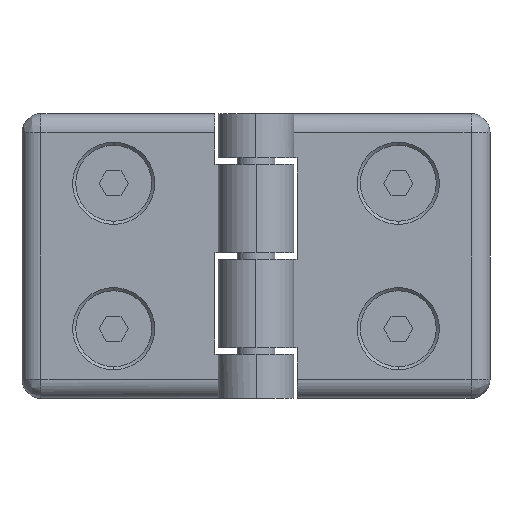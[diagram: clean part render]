
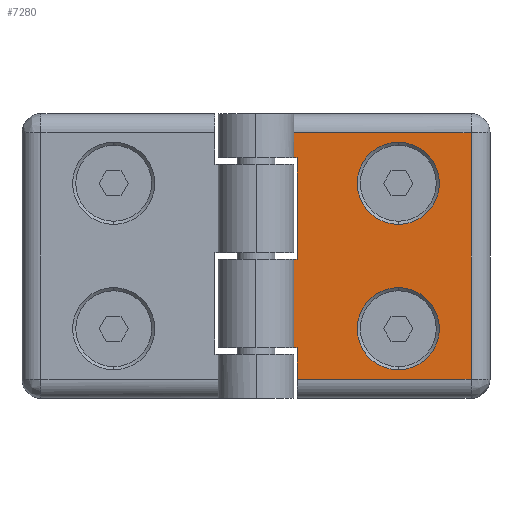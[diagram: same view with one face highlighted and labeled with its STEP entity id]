
A CAD part, front view. The second image highlights one B-rep face of the part: STEP entity #7280.
In plain terms, the highlighted planar face has unit normal (0, -1, 0).
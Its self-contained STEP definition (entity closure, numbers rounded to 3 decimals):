
#38 = VERTEX_POINT ( 'NONE', #4188 ) ;
#42 = EDGE_CURVE ( 'NONE', #5052, #3909, #5475, .T. ) ;
#77 = PLANE ( 'NONE',  #4669 ) ;
#135 = CIRCLE ( 'NONE', #5753, 6.5 ) ;
#140 = VERTEX_POINT ( 'NONE', #1718 ) ;
#166 = CIRCLE ( 'NONE', #4378, 6.5 ) ;
#244 = VECTOR ( 'NONE', #3812, 1000. ) ;
#499 = CARTESIAN_POINT ( 'NONE',  ( 22.5, -5., -11.5 ) ) ;
#506 = CARTESIAN_POINT ( 'NONE',  ( 22.5, -5., 11.5 ) ) ;
#573 = DIRECTION ( 'NONE',  ( 1., 0., 0. ) ) ;
#649 = AXIS2_PLACEMENT_3D ( 'NONE', #499, #5878, #5965 ) ;
#669 = VERTEX_POINT ( 'NONE', #1780 ) ;
#679 = VECTOR ( 'NONE', #5492, 1000. ) ;
#765 = VERTEX_POINT ( 'NONE', #5954 ) ;
#798 = CIRCLE ( 'NONE', #649, 6.5 ) ;
#900 = EDGE_CURVE ( 'NONE', #6649, #2656, #166, .T. ) ;
#1015 = VERTEX_POINT ( 'NONE', #6751 ) ;
#1039 = ORIENTED_EDGE ( 'NONE', *, *, #2220, .T. ) ;
#1197 = VECTOR ( 'NONE', #6950, 1000. ) ;
#1339 = DIRECTION ( 'NONE',  ( 0., -1., 0. ) ) ;
#1431 = VERTEX_POINT ( 'NONE', #6768 ) ;
#1495 = ORIENTED_EDGE ( 'NONE', *, *, #42, .F. ) ;
#1521 = VECTOR ( 'NONE', #7257, 1000. ) ;
#1562 = LINE ( 'NONE', #4574, #1197 ) ;
#1618 = EDGE_CURVE ( 'NONE', #669, #3111, #1813, .T. ) ;
#1688 = CARTESIAN_POINT ( 'NONE',  ( 5.916, -5., 22.5 ) ) ;
#1711 = ORIENTED_EDGE ( 'NONE', *, *, #2389, .T. ) ;
#1718 = CARTESIAN_POINT ( 'NONE',  ( 5.916, -5., 15.5 ) ) ;
#1747 = CARTESIAN_POINT ( 'NONE',  ( 34., -5., 22.5 ) ) ;
#1780 = CARTESIAN_POINT ( 'NONE',  ( 34., -5., 19.5 ) ) ;
#1813 = LINE ( 'NONE', #4430, #244 ) ;
#1853 = DIRECTION ( 'NONE',  ( 1., 0., 0. ) ) ;
#1945 = EDGE_CURVE ( 'NONE', #140, #38, #3535, .T. ) ;
#1980 = EDGE_LOOP ( 'NONE', ( #7496, #4309, #7266, #6395, #7401, #5326, #1495, #6182, #1711, #7005 ) ) ;
#2065 = LINE ( 'NONE', #1688, #3122 ) ;
#2220 = EDGE_CURVE ( 'NONE', #3675, #1431, #3427, .T. ) ;
#2238 = EDGE_CURVE ( 'NONE', #2656, #6649, #798, .T. ) ;
#2294 = DIRECTION ( 'NONE',  ( 0., 0., -1. ) ) ;
#2389 = EDGE_CURVE ( 'NONE', #7758, #669, #3721, .T. ) ;
#2396 = CARTESIAN_POINT ( 'NONE',  ( 22.5, -5., -11.5 ) ) ;
#2656 = VERTEX_POINT ( 'NONE', #4431 ) ;
#2824 = EDGE_LOOP ( 'NONE', ( #6006, #1039 ) ) ;
#2933 = DIRECTION ( 'NONE',  ( 0., 1., 0. ) ) ;
#3095 = CARTESIAN_POINT ( 'NONE',  ( 37., -5., -19.5 ) ) ;
#3111 = VERTEX_POINT ( 'NONE', #5413 ) ;
#3122 = VECTOR ( 'NONE', #4774, 1000. ) ;
#3214 = DIRECTION ( 'NONE',  ( 0., 0., -1. ) ) ;
#3257 = FACE_OUTER_BOUND ( 'NONE', #1980, .T. ) ;
#3288 = VECTOR ( 'NONE', #4727, 1000. ) ;
#3373 = VECTOR ( 'NONE', #573, 1000. ) ;
#3399 = EDGE_CURVE ( 'NONE', #1431, #3675, #135, .T. ) ;
#3427 = CIRCLE ( 'NONE', #6326, 6.5 ) ;
#3479 = DIRECTION ( 'NONE',  ( 0., 1., 0. ) ) ;
#3491 = ORIENTED_EDGE ( 'NONE', *, *, #900, .T. ) ;
#3535 = LINE ( 'NONE', #6055, #4963 ) ;
#3549 = DIRECTION ( 'NONE',  ( 0., 0., -1. ) ) ;
#3581 = EDGE_CURVE ( 'NONE', #3111, #140, #2065, .T. ) ;
#3675 = VERTEX_POINT ( 'NONE', #6662 ) ;
#3688 = VECTOR ( 'NONE', #5077, 1000. ) ;
#3721 = LINE ( 'NONE', #1747, #1521 ) ;
#3729 = CARTESIAN_POINT ( 'NONE',  ( 6.5, -5., -19.5 ) ) ;
#3805 = EDGE_CURVE ( 'NONE', #1015, #765, #3897, .T. ) ;
#3812 = DIRECTION ( 'NONE',  ( -1., 0., 0. ) ) ;
#3856 = CARTESIAN_POINT ( 'NONE',  ( 5.916, -5., 22.5 ) ) ;
#3897 = LINE ( 'NONE', #6752, #679 ) ;
#3909 = VERTEX_POINT ( 'NONE', #7468 ) ;
#3914 = VERTEX_POINT ( 'NONE', #5070 ) ;
#4107 = DIRECTION ( 'NONE',  ( 0., 1., 0. ) ) ;
#4188 = CARTESIAN_POINT ( 'NONE',  ( 6.5, -5., 15.5 ) ) ;
#4309 = ORIENTED_EDGE ( 'NONE', *, *, #1945, .T. ) ;
#4378 = AXIS2_PLACEMENT_3D ( 'NONE', #2396, #2933, #3549 ) ;
#4430 = CARTESIAN_POINT ( 'NONE',  ( 37., -5., 19.5 ) ) ;
#4431 = CARTESIAN_POINT ( 'NONE',  ( 22.5, -5., -18. ) ) ;
#4458 = CARTESIAN_POINT ( 'NONE',  ( 6.5, -5., 22.5 ) ) ;
#4574 = CARTESIAN_POINT ( 'NONE',  ( 37., -5., -14.5 ) ) ;
#4669 = AXIS2_PLACEMENT_3D ( 'NONE', #6078, #1339, #6049 ) ;
#4727 = DIRECTION ( 'NONE',  ( 0., 0., 1. ) ) ;
#4774 = DIRECTION ( 'NONE',  ( 0., 0., -1. ) ) ;
#4963 = VECTOR ( 'NONE', #1853, 1000. ) ;
#5052 = VERTEX_POINT ( 'NONE', #3729 ) ;
#5070 = CARTESIAN_POINT ( 'NONE',  ( 5.916, -5., -14.5 ) ) ;
#5077 = DIRECTION ( 'NONE',  ( 0., 0., 1. ) ) ;
#5179 = LINE ( 'NONE', #3095, #3373 ) ;
#5326 = ORIENTED_EDGE ( 'NONE', *, *, #5790, .F. ) ;
#5339 = FACE_BOUND ( 'NONE', #2824, .T. ) ;
#5413 = CARTESIAN_POINT ( 'NONE',  ( 5.916, -5., 19.5 ) ) ;
#5439 = FACE_BOUND ( 'NONE', #7174, .T. ) ;
#5475 = LINE ( 'NONE', #6539, #3288 ) ;
#5492 = DIRECTION ( 'NONE',  ( 1., 0., 0. ) ) ;
#5643 = VECTOR ( 'NONE', #3214, 1000. ) ;
#5753 = AXIS2_PLACEMENT_3D ( 'NONE', #506, #3479, #6479 ) ;
#5790 = EDGE_CURVE ( 'NONE', #3909, #3914, #1562, .T. ) ;
#5861 = EDGE_CURVE ( 'NONE', #1015, #3914, #7004, .T. ) ;
#5878 = DIRECTION ( 'NONE',  ( 0., 1., 0. ) ) ;
#5954 = CARTESIAN_POINT ( 'NONE',  ( 6.5, -5., -0.5 ) ) ;
#5965 = DIRECTION ( 'NONE',  ( 0., 0., -1. ) ) ;
#6006 = ORIENTED_EDGE ( 'NONE', *, *, #3399, .T. ) ;
#6049 = DIRECTION ( 'NONE',  ( 0., 0., -1. ) ) ;
#6055 = CARTESIAN_POINT ( 'NONE',  ( 37., -5., 15.5 ) ) ;
#6078 = CARTESIAN_POINT ( 'NONE',  ( 37., -5., 22.5 ) ) ;
#6182 = ORIENTED_EDGE ( 'NONE', *, *, #6303, .T. ) ;
#6303 = EDGE_CURVE ( 'NONE', #5052, #7758, #5179, .T. ) ;
#6318 = ORIENTED_EDGE ( 'NONE', *, *, #2238, .T. ) ;
#6326 = AXIS2_PLACEMENT_3D ( 'NONE', #7711, #4107, #2294 ) ;
#6395 = ORIENTED_EDGE ( 'NONE', *, *, #3805, .F. ) ;
#6405 = CARTESIAN_POINT ( 'NONE',  ( 22.5, -5., -5. ) ) ;
#6469 = CARTESIAN_POINT ( 'NONE',  ( 34., -5., -19.5 ) ) ;
#6479 = DIRECTION ( 'NONE',  ( 0., 0., -1. ) ) ;
#6539 = CARTESIAN_POINT ( 'NONE',  ( 6.5, -5., 22.5 ) ) ;
#6649 = VERTEX_POINT ( 'NONE', #6405 ) ;
#6662 = CARTESIAN_POINT ( 'NONE',  ( 22.5, -5., 18. ) ) ;
#6751 = CARTESIAN_POINT ( 'NONE',  ( 5.916, -5., -0.5 ) ) ;
#6752 = CARTESIAN_POINT ( 'NONE',  ( 37., -5., -0.5 ) ) ;
#6768 = CARTESIAN_POINT ( 'NONE',  ( 22.5, -5., 5. ) ) ;
#6808 = LINE ( 'NONE', #4458, #3688 ) ;
#6950 = DIRECTION ( 'NONE',  ( -1., 0., 0. ) ) ;
#7004 = LINE ( 'NONE', #3856, #5643 ) ;
#7005 = ORIENTED_EDGE ( 'NONE', *, *, #1618, .T. ) ;
#7174 = EDGE_LOOP ( 'NONE', ( #6318, #3491 ) ) ;
#7210 = EDGE_CURVE ( 'NONE', #765, #38, #6808, .T. ) ;
#7257 = DIRECTION ( 'NONE',  ( 0., 0., 1. ) ) ;
#7266 = ORIENTED_EDGE ( 'NONE', *, *, #7210, .F. ) ;
#7280 = ADVANCED_FACE ( 'NONE', ( #5339, #5439, #3257 ), #77, .T. ) ;
#7401 = ORIENTED_EDGE ( 'NONE', *, *, #5861, .T. ) ;
#7468 = CARTESIAN_POINT ( 'NONE',  ( 6.5, -5., -14.5 ) ) ;
#7496 = ORIENTED_EDGE ( 'NONE', *, *, #3581, .T. ) ;
#7711 = CARTESIAN_POINT ( 'NONE',  ( 22.5, -5., 11.5 ) ) ;
#7758 = VERTEX_POINT ( 'NONE', #6469 ) ;
